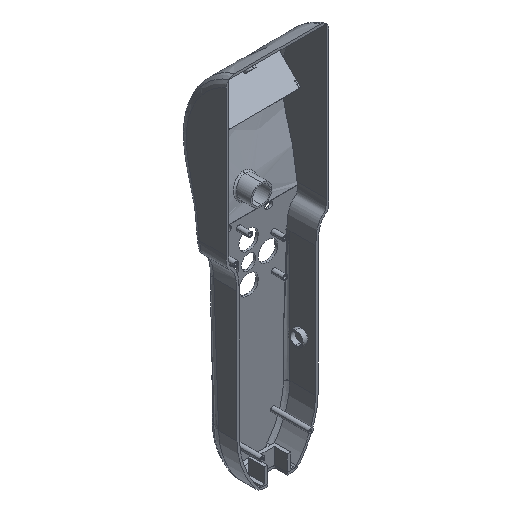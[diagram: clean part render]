
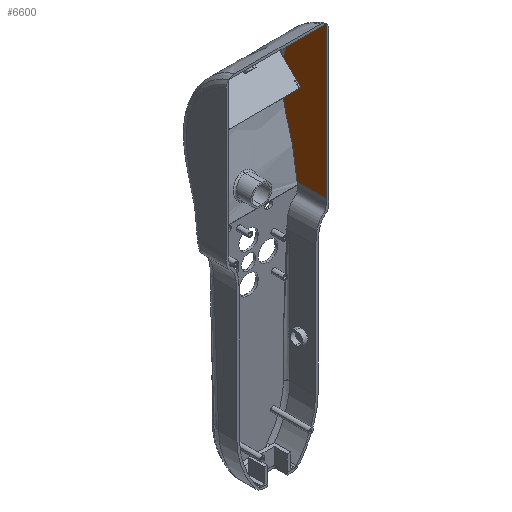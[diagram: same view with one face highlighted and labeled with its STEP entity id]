
A CAD part, isometric view. The second image highlights one B-rep face of the part: STEP entity #6600.
In plain terms, the highlighted planar face has unit normal (-1, 0, 0).
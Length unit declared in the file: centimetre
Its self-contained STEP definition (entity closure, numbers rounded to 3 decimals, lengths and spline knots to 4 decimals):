
#758 = CARTESIAN_POINT ( 'NONE',  ( 3., 0.5623, 11.147 ) ) ;
#821 = CARTESIAN_POINT ( 'NONE',  ( 3., 2.2922, 9.2686 ) ) ;
#883 = CARTESIAN_POINT ( 'NONE',  ( 3., 2.6933, 6.3698 ) ) ;
#947 = CARTESIAN_POINT ( 'NONE',  ( 3., 1.9134, 2.9155 ) ) ;
#1010 = CARTESIAN_POINT ( 'NONE',  ( 3., 1.8006, 2.0465 ) ) ;
#2187 = AXIS2_PLACEMENT_3D ( 'NONE', #14373, #14434, #5631 ) ;
#2242 = CARTESIAN_POINT ( 'NONE',  ( 3., 0.9829, 10.8835 ) ) ;
#2315 = CARTESIAN_POINT ( 'NONE',  ( 3., 2.4301, 8.9676 ) ) ;
#2372 = CARTESIAN_POINT ( 'NONE',  ( 3., 2.6386, 6.0422 ) ) ;
#2435 = CARTESIAN_POINT ( 'NONE',  ( 3., 1.8901, 2.6375 ) ) ;
#2676 = PLANE ( 'NONE',  #2187 ) ;
#3733 = CARTESIAN_POINT ( 'NONE',  ( 3., 1.3207, 10.595 ) ) ;
#3790 = CARTESIAN_POINT ( 'NONE',  ( 3., 2.6282, 8.3419 ) ) ;
#3851 = CARTESIAN_POINT ( 'NONE',  ( 3., 2.5204, 5.5014 ) ) ;
#3924 = CARTESIAN_POINT ( 'NONE',  ( 3., 1.8771, 2.4706 ) ) ;
#4894 = EDGE_CURVE ( 'NONE', #6806, #7268, #8884, .T. ) ;
#5130 = CARTESIAN_POINT ( 'NONE',  ( 3., 0.21, 11.3127 ) ) ;
#5194 = CARTESIAN_POINT ( 'NONE',  ( 3., 1.554, 10.3596 ) ) ;
#5262 = CARTESIAN_POINT ( 'NONE',  ( 3., 2.7212, 7.7983 ) ) ;
#5324 = CARTESIAN_POINT ( 'NONE',  ( 3., 2.346, 4.8603 ) ) ;
#5386 = CARTESIAN_POINT ( 'NONE',  ( 3., 1.8605, 2.3043 ) ) ;
#5450 = VECTOR ( 'NONE', #11208, 100. ) ;
#5631 = DIRECTION ( 'NONE',  ( 0., 0., 1. ) ) ;
#5805 = EDGE_CURVE ( 'NONE', #6806, #18973, #10966, .T. ) ;
#6252 = EDGE_CURVE ( 'NONE', #18973, #7268, #18719, .T. ) ;
#6600 = ADVANCED_FACE ( 'NONE', ( #8191 ), #2676, .T. ) ;
#6619 = CARTESIAN_POINT ( 'NONE',  ( 3., 0.106, 11.3504 ) ) ;
#6687 = CARTESIAN_POINT ( 'NONE',  ( 3., 1.9023, 9.9359 ) ) ;
#6744 = CARTESIAN_POINT ( 'NONE',  ( 3., 2.7491, 7.4669 ) ) ;
#6803 = CARTESIAN_POINT ( 'NONE',  ( 3., 2.1648, 4.2208 ) ) ;
#6806 = VERTEX_POINT ( 'NONE', #14696 ) ;
#6869 = CARTESIAN_POINT ( 'NONE',  ( 3., 1.8371, 2.1673 ) ) ;
#7032 = VECTOR ( 'NONE', #13978, 100. ) ;
#7268 = VERTEX_POINT ( 'NONE', #14475 ) ;
#7390 = CARTESIAN_POINT ( 'NONE',  ( 3., 1.796, 2.0332 ) ) ;
#8096 = CARTESIAN_POINT ( 'NONE',  ( 3., 0.3633, 11.2465 ) ) ;
#8161 = CARTESIAN_POINT ( 'NONE',  ( 3., 2.1373, 9.5634 ) ) ;
#8191 = FACE_OUTER_BOUND ( 'NONE', #9725, .T. ) ;
#8225 = CARTESIAN_POINT ( 'NONE',  ( 3., 2.756, 7.0268 ) ) ;
#8263 = CARTESIAN_POINT ( 'NONE',  ( 3., 0., 11.5365 ) ) ;
#8292 = CARTESIAN_POINT ( 'NONE',  ( 3., 2.0093, 3.5751 ) ) ;
#8348 = CARTESIAN_POINT ( 'NONE',  ( 3., 1.8189, 2.0998 ) ) ;
#8884 = LINE ( 'NONE', #8263, #5450 ) ;
#9598 = CARTESIAN_POINT ( 'NONE',  ( 3., 0.5134, 11.1732 ) ) ;
#9665 = CARTESIAN_POINT ( 'NONE',  ( 3., 2.2427, 9.3678 ) ) ;
#9722 = CARTESIAN_POINT ( 'NONE',  ( 3., 2.7081, 6.4791 ) ) ;
#9725 = EDGE_LOOP ( 'NONE', ( #14052, #17927, #10591 ) ) ;
#9781 = CARTESIAN_POINT ( 'NONE',  ( 3., 1.9391, 3.1366 ) ) ;
#9852 = CARTESIAN_POINT ( 'NONE',  ( 3., 1.8052, 2.0598 ) ) ;
#10591 = ORIENTED_EDGE ( 'NONE', *, *, #4894, .F. ) ;
#10966 = B_SPLINE_CURVE_WITH_KNOTS ( 'NONE', 3,
 ( #16879, #6619, #5130, #8096, #18347, #9598, #758, #11053, #2242, #12526, #3733, #14015, #5194, #15467, #6687, #16947, #8161, #18405, #9665, #821, #11109, #2315, #12586, #3790, #14072, #5262, #15524, #6744, #17016, #8225, #18462, #9722, #883, #11174, #2372, #12652, #3851, #14130, #5324, #15585, #6803, #17073, #8292, #18516, #9781, #947, #11241, #2435, #12712, #3924, #14185, #5386, #15653, #6869, #17131, #8348, #18593, #9852, #1010, #11304 ),
 .UNSPECIFIED., .F., .F.,
 ( 4, 2, 2, 2, 2, 2, 2, 2, 2, 2, 2, 2, 2, 2, 2, 2, 2, 2, 2, 2, 2, 2, 2, 2, 2, 2, 2, 2, 2, 4 ),
 ( 0.2285, 0.2319, 0.2336, 0.2352, 0.242, 0.2453, 0.2487, 0.2554, 0.2587, 0.2604, 0.2621, 0.2688, 0.2755, 0.2789, 0.2822, 0.2889, 0.2923, 0.2956, 0.3023, 0.3091, 0.3158, 0.3225, 0.3258, 0.3292, 0.3309, 0.3325, 0.3342, 0.3351, 0.3355, 0.3359 ),
 .UNSPECIFIED. ) ;
#11053 = CARTESIAN_POINT ( 'NONE',  ( 3., 0.8027, 11.0107 ) ) ;
#11109 = CARTESIAN_POINT ( 'NONE',  ( 3., 2.316, 9.2187 ) ) ;
#11174 = CARTESIAN_POINT ( 'NONE',  ( 3., 2.6586, 6.1514 ) ) ;
#11208 = DIRECTION ( 'NONE',  ( 0., 0., -1. ) ) ;
#11241 = CARTESIAN_POINT ( 'NONE',  ( 3., 1.9034, 2.8044 ) ) ;
#11304 = CARTESIAN_POINT ( 'NONE',  ( 3., 1.796, 2.0332 ) ) ;
#12496 = CARTESIAN_POINT ( 'NONE',  ( 3., 0.9779, 2.0332 ) ) ;
#12526 = CARTESIAN_POINT ( 'NONE',  ( 3., 1.238, 10.6702 ) ) ;
#12586 = CARTESIAN_POINT ( 'NONE',  ( 3., 2.506, 8.7621 ) ) ;
#12652 = CARTESIAN_POINT ( 'NONE',  ( 3., 2.5727, 5.7165 ) ) ;
#12712 = CARTESIAN_POINT ( 'NONE',  ( 3., 1.886, 2.5819 ) ) ;
#13978 = DIRECTION ( 'NONE',  ( 0., -1., 0. ) ) ;
#14015 = CARTESIAN_POINT ( 'NONE',  ( 3., 1.4785, 10.4398 ) ) ;
#14052 = ORIENTED_EDGE ( 'NONE', *, *, #5805, .T. ) ;
#14072 = CARTESIAN_POINT ( 'NONE',  ( 3., 2.6743, 8.1272 ) ) ;
#14130 = CARTESIAN_POINT ( 'NONE',  ( 3., 2.407, 5.0733 ) ) ;
#14185 = CARTESIAN_POINT ( 'NONE',  ( 3., 1.8724, 2.415 ) ) ;
#14373 = CARTESIAN_POINT ( 'NONE',  ( 3., 5., 11.5365 ) ) ;
#14434 = DIRECTION ( 'NONE',  ( -1., 0., 0. ) ) ;
#14475 = CARTESIAN_POINT ( 'NONE',  ( 3., 0., 2.0332 ) ) ;
#14696 = CARTESIAN_POINT ( 'NONE',  ( 3., 0., 11.3808 ) ) ;
#15467 = CARTESIAN_POINT ( 'NONE',  ( 3., 1.7707, 10.1114 ) ) ;
#15524 = CARTESIAN_POINT ( 'NONE',  ( 3., 2.733, 7.6874 ) ) ;
#15585 = CARTESIAN_POINT ( 'NONE',  ( 3., 2.2249, 4.4341 ) ) ;
#15653 = CARTESIAN_POINT ( 'NONE',  ( 3., 1.8533, 2.2491 ) ) ;
#16879 = CARTESIAN_POINT ( 'NONE',  ( 3., 0., 11.3808 ) ) ;
#16947 = CARTESIAN_POINT ( 'NONE',  ( 3., 2.0809, 9.6583 ) ) ;
#17016 = CARTESIAN_POINT ( 'NONE',  ( 3., 2.7534, 7.3567 ) ) ;
#17073 = CARTESIAN_POINT ( 'NONE',  ( 3., 2.0569, 3.7914 ) ) ;
#17131 = CARTESIAN_POINT ( 'NONE',  ( 3., 1.8308, 2.1401 ) ) ;
#17927 = ORIENTED_EDGE ( 'NONE', *, *, #6252, .T. ) ;
#18347 = CARTESIAN_POINT ( 'NONE',  ( 3., 0.414, 11.2229 ) ) ;
#18405 = CARTESIAN_POINT ( 'NONE',  ( 3., 2.217, 9.4172 ) ) ;
#18462 = CARTESIAN_POINT ( 'NONE',  ( 3., 2.7438, 6.8074 ) ) ;
#18516 = CARTESIAN_POINT ( 'NONE',  ( 3., 1.9546, 3.2468 ) ) ;
#18593 = CARTESIAN_POINT ( 'NONE',  ( 3., 1.8144, 2.0865 ) ) ;
#18719 = LINE ( 'NONE', #12496, #7032 ) ;
#18973 = VERTEX_POINT ( 'NONE', #7390 ) ;
